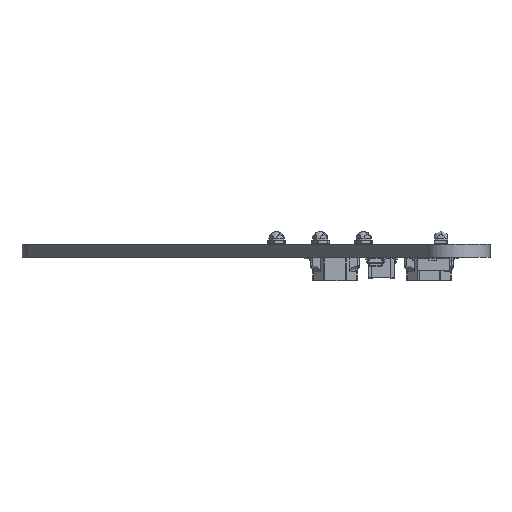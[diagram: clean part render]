
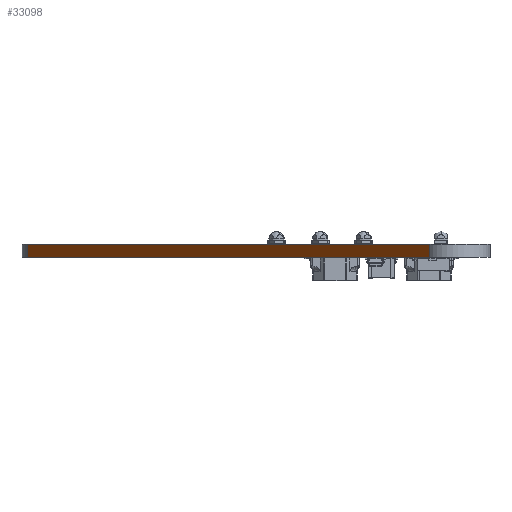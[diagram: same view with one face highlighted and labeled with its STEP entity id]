
A CAD part, left-side view. The second image highlights one B-rep face of the part: STEP entity #33098.
In plain terms, the highlighted planar face has unit normal (-0.537, 0.844, 0).
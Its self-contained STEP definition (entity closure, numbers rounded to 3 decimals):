
#32217 = CYLINDRICAL_SURFACE('',#32218,4.);
#32218 = AXIS2_PLACEMENT_3D('',#32219,#32220,#32221);
#32219 = CARTESIAN_POINT('',(77.665,49.465,0.));
#32220 = DIRECTION('',(-0.,-0.,-1.));
#32221 = DIRECTION('',(1.,0.,-0.));
#32245 = PLANE('',#32246);
#32246 = AXIS2_PLACEMENT_3D('',#32247,#32248,#32249);
#32247 = CARTESIAN_POINT('',(47.07,16.185,1.6));
#32248 = DIRECTION('',(-0.,-0.,-1.));
#32249 = DIRECTION('',(-1.,0.,0.));
#32299 = PLANE('',#32300);
#32300 = AXIS2_PLACEMENT_3D('',#32301,#32302,#32303);
#32301 = CARTESIAN_POINT('',(47.07,16.185,0.));
#32302 = DIRECTION('',(-0.,-0.,-1.));
#32303 = DIRECTION('',(-1.,0.,0.));
#32316 = VERTEX_POINT('',#32317);
#32317 = CARTESIAN_POINT('',(75.516,52.838,1.6));
#32343 = EDGE_CURVE('',#32344,#32316,#32346,.T.);
#32344 = VERTEX_POINT('',#32345);
#32345 = CARTESIAN_POINT('',(75.516,52.838,0.));
#32346 = SURFACE_CURVE('',#32347,(#32351,#32358),.PCURVE_S1.);
#32347 = LINE('',#32348,#32349);
#32348 = CARTESIAN_POINT('',(75.516,52.838,0.));
#32349 = VECTOR('',#32350,1.);
#32350 = DIRECTION('',(0.,0.,1.));
#32351 = PCURVE('',#32217,#32352);
#32352 = DEFINITIONAL_REPRESENTATION('',(#32353),#32357);
#32353 = LINE('',#32354,#32355);
#32354 = CARTESIAN_POINT('',(-8.421,0.));
#32355 = VECTOR('',#32356,1.);
#32356 = DIRECTION('',(-0.,-1.));
#32357 = ( GEOMETRIC_REPRESENTATION_CONTEXT(2) 
PARAMETRIC_REPRESENTATION_CONTEXT() REPRESENTATION_CONTEXT('2D SPACE',''
  ) );
#32358 = PCURVE('',#32359,#32364);
#32359 = PLANE('',#32360);
#32360 = AXIS2_PLACEMENT_3D('',#32361,#32362,#32363);
#32361 = CARTESIAN_POINT('',(-2.149,3.374,0.));
#32362 = DIRECTION('',(-0.537,0.843,0.));
#32363 = DIRECTION('',(0.843,0.537,0.));
#32364 = DEFINITIONAL_REPRESENTATION('',(#32365),#32369);
#32365 = LINE('',#32366,#32367);
#32366 = CARTESIAN_POINT('',(92.079,0.));
#32367 = VECTOR('',#32368,1.);
#32368 = DIRECTION('',(0.,-1.));
#32369 = ( GEOMETRIC_REPRESENTATION_CONTEXT(2) 
PARAMETRIC_REPRESENTATION_CONTEXT() REPRESENTATION_CONTEXT('2D SPACE',''
  ) );
#32512 = VERTEX_POINT('',#32513);
#32513 = CARTESIAN_POINT('',(-2.149,3.374,0.));
#32532 = CYLINDRICAL_SURFACE('',#32533,4.);
#32533 = AXIS2_PLACEMENT_3D('',#32534,#32535,#32536);
#32534 = CARTESIAN_POINT('',(0.,0.,0.)
  );
#32535 = DIRECTION('',(-0.,-0.,-1.));
#32536 = DIRECTION('',(1.,0.,-0.));
#32544 = EDGE_CURVE('',#32512,#32344,#32545,.T.);
#32545 = SURFACE_CURVE('',#32546,(#32550,#32557),.PCURVE_S1.);
#32546 = LINE('',#32547,#32548);
#32547 = CARTESIAN_POINT('',(-2.149,3.374,0.));
#32548 = VECTOR('',#32549,1.);
#32549 = DIRECTION('',(0.843,0.537,0.));
#32550 = PCURVE('',#32299,#32551);
#32551 = DEFINITIONAL_REPRESENTATION('',(#32552),#32556);
#32552 = LINE('',#32553,#32554);
#32553 = CARTESIAN_POINT('',(49.219,-12.811));
#32554 = VECTOR('',#32555,1.);
#32555 = DIRECTION('',(-0.843,0.537));
#32556 = ( GEOMETRIC_REPRESENTATION_CONTEXT(2) 
PARAMETRIC_REPRESENTATION_CONTEXT() REPRESENTATION_CONTEXT('2D SPACE',''
  ) );
#32557 = PCURVE('',#32359,#32558);
#32558 = DEFINITIONAL_REPRESENTATION('',(#32559),#32563);
#32559 = LINE('',#32560,#32561);
#32560 = CARTESIAN_POINT('',(0.,0.));
#32561 = VECTOR('',#32562,1.);
#32562 = DIRECTION('',(1.,0.));
#32563 = ( GEOMETRIC_REPRESENTATION_CONTEXT(2) 
PARAMETRIC_REPRESENTATION_CONTEXT() REPRESENTATION_CONTEXT('2D SPACE',''
  ) );
#32840 = VERTEX_POINT('',#32841);
#32841 = CARTESIAN_POINT('',(-2.149,3.374,1.6));
#32867 = EDGE_CURVE('',#32840,#32316,#32868,.T.);
#32868 = SURFACE_CURVE('',#32869,(#32873,#32880),.PCURVE_S1.);
#32869 = LINE('',#32870,#32871);
#32870 = CARTESIAN_POINT('',(-2.149,3.374,1.6));
#32871 = VECTOR('',#32872,1.);
#32872 = DIRECTION('',(0.843,0.537,0.));
#32873 = PCURVE('',#32245,#32874);
#32874 = DEFINITIONAL_REPRESENTATION('',(#32875),#32879);
#32875 = LINE('',#32876,#32877);
#32876 = CARTESIAN_POINT('',(49.219,-12.811));
#32877 = VECTOR('',#32878,1.);
#32878 = DIRECTION('',(-0.843,0.537));
#32879 = ( GEOMETRIC_REPRESENTATION_CONTEXT(2) 
PARAMETRIC_REPRESENTATION_CONTEXT() REPRESENTATION_CONTEXT('2D SPACE',''
  ) );
#32880 = PCURVE('',#32359,#32881);
#32881 = DEFINITIONAL_REPRESENTATION('',(#32882),#32886);
#32882 = LINE('',#32883,#32884);
#32883 = CARTESIAN_POINT('',(0.,-1.6));
#32884 = VECTOR('',#32885,1.);
#32885 = DIRECTION('',(1.,0.));
#32886 = ( GEOMETRIC_REPRESENTATION_CONTEXT(2) 
PARAMETRIC_REPRESENTATION_CONTEXT() REPRESENTATION_CONTEXT('2D SPACE',''
  ) );
#33098 = ADVANCED_FACE('',(#33099),#32359,.T.);
#33099 = FACE_BOUND('',#33100,.T.);
#33100 = EDGE_LOOP('',(#33101,#33122,#33123,#33124));
#33101 = ORIENTED_EDGE('',*,*,#33102,.T.);
#33102 = EDGE_CURVE('',#32512,#32840,#33103,.T.);
#33103 = SURFACE_CURVE('',#33104,(#33108,#33115),.PCURVE_S1.);
#33104 = LINE('',#33105,#33106);
#33105 = CARTESIAN_POINT('',(-2.149,3.374,0.));
#33106 = VECTOR('',#33107,1.);
#33107 = DIRECTION('',(0.,0.,1.));
#33108 = PCURVE('',#32359,#33109);
#33109 = DEFINITIONAL_REPRESENTATION('',(#33110),#33114);
#33110 = LINE('',#33111,#33112);
#33111 = CARTESIAN_POINT('',(0.,0.));
#33112 = VECTOR('',#33113,1.);
#33113 = DIRECTION('',(0.,-1.));
#33114 = ( GEOMETRIC_REPRESENTATION_CONTEXT(2) 
PARAMETRIC_REPRESENTATION_CONTEXT() REPRESENTATION_CONTEXT('2D SPACE',''
  ) );
#33115 = PCURVE('',#32532,#33116);
#33116 = DEFINITIONAL_REPRESENTATION('',(#33117),#33121);
#33117 = LINE('',#33118,#33119);
#33118 = CARTESIAN_POINT('',(-2.138,0.));
#33119 = VECTOR('',#33120,1.);
#33120 = DIRECTION('',(-0.,-1.));
#33121 = ( GEOMETRIC_REPRESENTATION_CONTEXT(2) 
PARAMETRIC_REPRESENTATION_CONTEXT() REPRESENTATION_CONTEXT('2D SPACE',''
  ) );
#33122 = ORIENTED_EDGE('',*,*,#32867,.T.);
#33123 = ORIENTED_EDGE('',*,*,#32343,.F.);
#33124 = ORIENTED_EDGE('',*,*,#32544,.F.);
